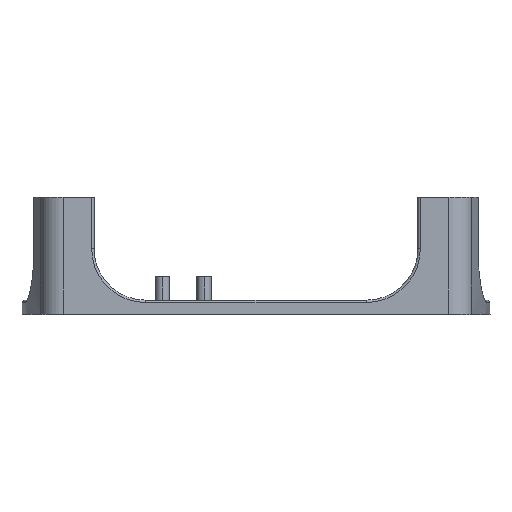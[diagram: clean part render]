
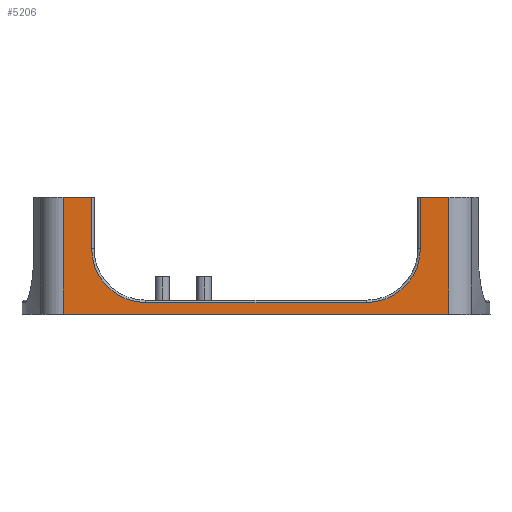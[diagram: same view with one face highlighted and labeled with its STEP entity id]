
A CAD part, top view. The second image highlights one B-rep face of the part: STEP entity #5206.
In plain terms, the highlighted planar face has unit normal (0, 0, 1).
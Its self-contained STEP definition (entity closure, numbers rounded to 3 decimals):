
#146 = DIRECTION ( 'NONE',  ( 0., 1., 0. ) ) ;
#396 = DIRECTION ( 'NONE',  ( -1., 0., 0. ) ) ;
#460 = EDGE_CURVE ( 'NONE', #1685, #4280, #5696, .T. ) ;
#492 = EDGE_CURVE ( 'NONE', #4020, #4891, #1806, .T. ) ;
#536 = DIRECTION ( 'NONE',  ( 0., -1., 0. ) ) ;
#593 = CIRCLE ( 'NONE', #3481, 23. ) ;
#674 = VERTEX_POINT ( 'NONE', #1630 ) ;
#835 = DIRECTION ( 'NONE',  ( 0., 0., -1. ) ) ;
#873 = DIRECTION ( 'NONE',  ( 1., 0., 0. ) ) ;
#903 = CARTESIAN_POINT ( 'NONE',  ( 70.216, 28., 70. ) ) ;
#923 = FACE_OUTER_BOUND ( 'NONE', #2509, .T. ) ;
#937 = ORIENTED_EDGE ( 'NONE', *, *, #3335, .T. ) ;
#1003 = ORIENTED_EDGE ( 'NONE', *, *, #460, .F. ) ;
#1018 = LINE ( 'NONE', #5435, #1942 ) ;
#1058 = CARTESIAN_POINT ( 'NONE',  ( -82.379, 50., 70. ) ) ;
#1090 = LINE ( 'NONE', #2328, #5253 ) ;
#1097 = VERTEX_POINT ( 'NONE', #4738 ) ;
#1105 = VECTOR ( 'NONE', #5176, 1000. ) ;
#1123 = CARTESIAN_POINT ( 'NONE',  ( -70.216, 28., 70. ) ) ;
#1169 = ORIENTED_EDGE ( 'NONE', *, *, #2928, .T. ) ;
#1230 = CARTESIAN_POINT ( 'NONE',  ( 82.379, 50., 70. ) ) ;
#1358 = ORIENTED_EDGE ( 'NONE', *, *, #3659, .T. ) ;
#1408 = CARTESIAN_POINT ( 'NONE',  ( -82.379, 0., 70. ) ) ;
#1451 = LINE ( 'NONE', #5340, #5615 ) ;
#1517 = CARTESIAN_POINT ( 'NONE',  ( 70.216, 50., 70. ) ) ;
#1630 = CARTESIAN_POINT ( 'NONE',  ( -70.216, 50., 70. ) ) ;
#1633 = LINE ( 'NONE', #5583, #4815 ) ;
#1685 = VERTEX_POINT ( 'NONE', #5510 ) ;
#1691 = CARTESIAN_POINT ( 'NONE',  ( 47.216, 28., 70. ) ) ;
#1802 = EDGE_CURVE ( 'NONE', #1685, #3526, #5732, .T. ) ;
#1806 = LINE ( 'NONE', #1058, #1105 ) ;
#1817 = EDGE_CURVE ( 'NONE', #3030, #4280, #1914, .T. ) ;
#1914 = LINE ( 'NONE', #5195, #2353 ) ;
#1942 = VECTOR ( 'NONE', #5849, 1000. ) ;
#1967 = CARTESIAN_POINT ( 'NONE',  ( -90., 50., 70. ) ) ;
#2004 = ORIENTED_EDGE ( 'NONE', *, *, #4733, .T. ) ;
#2328 = CARTESIAN_POINT ( 'NONE',  ( -90., 0., 70. ) ) ;
#2353 = VECTOR ( 'NONE', #5168, 1000. ) ;
#2509 = EDGE_LOOP ( 'NONE', ( #1169, #2004, #4052, #2550, #1358, #4749, #1003, #4776, #937, #2531 ) ) ;
#2531 = ORIENTED_EDGE ( 'NONE', *, *, #3320, .T. ) ;
#2532 = AXIS2_PLACEMENT_3D ( 'NONE', #4545, #835, #396 ) ;
#2550 = ORIENTED_EDGE ( 'NONE', *, *, #492, .T. ) ;
#2603 = DIRECTION ( 'NONE',  ( 0., 0., -1. ) ) ;
#2639 = VECTOR ( 'NONE', #536, 1000. ) ;
#2714 = CARTESIAN_POINT ( 'NONE',  ( 47.216, 5., 70. ) ) ;
#2736 = AXIS2_PLACEMENT_3D ( 'NONE', #5204, #5582, #4740 ) ;
#2759 = CARTESIAN_POINT ( 'NONE',  ( -82.379, 50., 70. ) ) ;
#2928 = EDGE_CURVE ( 'NONE', #1097, #5831, #5190, .T. ) ;
#3030 = VERTEX_POINT ( 'NONE', #5181 ) ;
#3047 = DIRECTION ( 'NONE',  ( -1., 0., 0. ) ) ;
#3320 = EDGE_CURVE ( 'NONE', #3600, #1097, #1451, .T. ) ;
#3335 = EDGE_CURVE ( 'NONE', #3526, #3600, #593, .T. ) ;
#3363 = EDGE_CURVE ( 'NONE', #4020, #674, #1018, .T. ) ;
#3481 = AXIS2_PLACEMENT_3D ( 'NONE', #1691, #2603, #3047 ) ;
#3526 = VERTEX_POINT ( 'NONE', #903 ) ;
#3600 = VERTEX_POINT ( 'NONE', #2714 ) ;
#3659 = EDGE_CURVE ( 'NONE', #4891, #3030, #1090, .T. ) ;
#4020 = VERTEX_POINT ( 'NONE', #2759 ) ;
#4052 = ORIENTED_EDGE ( 'NONE', *, *, #3363, .F. ) ;
#4265 = VECTOR ( 'NONE', #5193, 1000. ) ;
#4280 = VERTEX_POINT ( 'NONE', #1230 ) ;
#4545 = CARTESIAN_POINT ( 'NONE',  ( -90., 50., 70. ) ) ;
#4733 = EDGE_CURVE ( 'NONE', #5831, #674, #1633, .T. ) ;
#4738 = CARTESIAN_POINT ( 'NONE',  ( -47.216, 5., 70. ) ) ;
#4740 = DIRECTION ( 'NONE',  ( -1., 0., 0. ) ) ;
#4749 = ORIENTED_EDGE ( 'NONE', *, *, #1817, .T. ) ;
#4776 = ORIENTED_EDGE ( 'NONE', *, *, #1802, .T. ) ;
#4815 = VECTOR ( 'NONE', #146, 1000. ) ;
#4891 = VERTEX_POINT ( 'NONE', #1408 ) ;
#5168 = DIRECTION ( 'NONE',  ( 0., 1., 0. ) ) ;
#5176 = DIRECTION ( 'NONE',  ( 0., -1., 0. ) ) ;
#5181 = CARTESIAN_POINT ( 'NONE',  ( 82.379, 0., 70. ) ) ;
#5190 = CIRCLE ( 'NONE', #2736, 23. ) ;
#5193 = DIRECTION ( 'NONE',  ( 1., 0., 0. ) ) ;
#5195 = CARTESIAN_POINT ( 'NONE',  ( 82.379, 50., 70. ) ) ;
#5204 = CARTESIAN_POINT ( 'NONE',  ( -47.216, 28., 70. ) ) ;
#5206 = ADVANCED_FACE ( 'NONE', ( #923 ), #5858, .F. ) ;
#5253 = VECTOR ( 'NONE', #873, 1000. ) ;
#5316 = DIRECTION ( 'NONE',  ( -1., 0., 0. ) ) ;
#5340 = CARTESIAN_POINT ( 'NONE',  ( -90., 5., 70. ) ) ;
#5435 = CARTESIAN_POINT ( 'NONE',  ( -90., 50., 70. ) ) ;
#5510 = CARTESIAN_POINT ( 'NONE',  ( 70.216, 50., 70. ) ) ;
#5582 = DIRECTION ( 'NONE',  ( 0., 0., -1. ) ) ;
#5583 = CARTESIAN_POINT ( 'NONE',  ( -70.216, 50., 70. ) ) ;
#5615 = VECTOR ( 'NONE', #5316, 1000. ) ;
#5696 = LINE ( 'NONE', #1967, #4265 ) ;
#5732 = LINE ( 'NONE', #1517, #2639 ) ;
#5831 = VERTEX_POINT ( 'NONE', #1123 ) ;
#5849 = DIRECTION ( 'NONE',  ( 1., 0., 0. ) ) ;
#5858 = PLANE ( 'NONE',  #2532 ) ;
